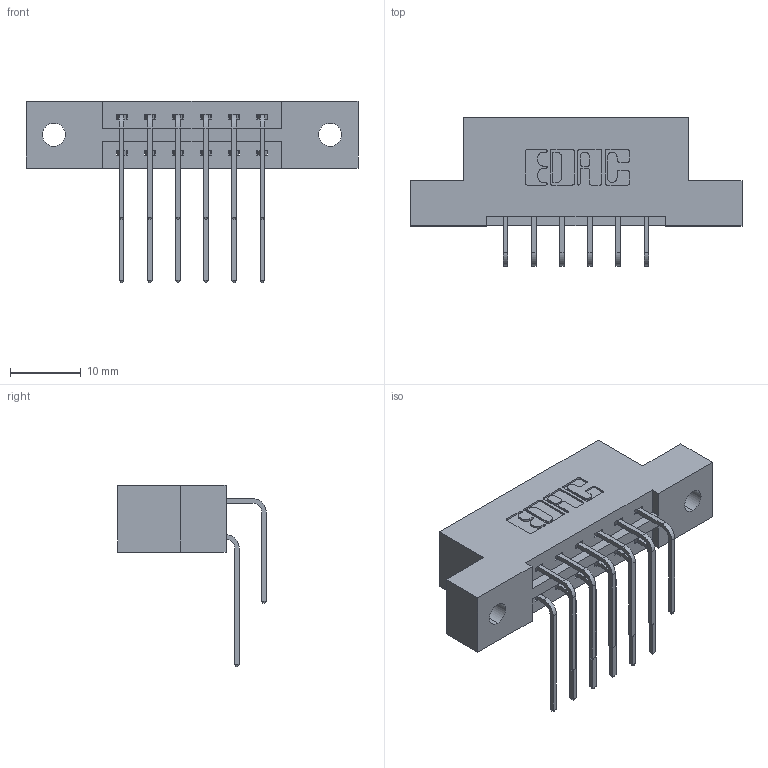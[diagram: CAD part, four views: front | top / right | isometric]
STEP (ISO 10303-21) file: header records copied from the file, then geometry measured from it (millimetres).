
FILE_DESCRIPTION (( 'STEP AP203' ), '1' );
FILE_NAME ('387-012-559-202.STEP', '2018-09-10T23:22:37', ( '' ), ( '' ), 'SwSTEP 2.0', 'SolidWorks 2016', '' );
FILE_SCHEMA (( 'CONFIG_CONTROL_DESIGN' ));
Length unit declared in the file: inch
Products named in the file (4): 387-012-559-202; 337 Part_Flush Mounting Lugs - 0.128 Dia; 345-292-001_558 559 Tail - 1; 345-292-001_559 Tail - 2
Assembly tree (13 placements, depth 2):
  387-012-559-202
    337 Part_Flush Mounting Lugs - 0.128 Dia
    345-292-001_558 559 Tail - 1  x6
    345-292-001_559 Tail - 2  x6
Bounding box: 46.79 x 20.9 x 25.53 mm (x, y, z)
Volume: 4484.1 mm3; surface area: 4794.5 mm2
Topology: 13 solids, 13 shells, 786 faces, 2315 edges, 1526 vertices
Faces by surface type: plane 550, cylinder 236
Entity records: 11095 total; most frequent: CARTESIAN_POINT 1945, ORIENTED_EDGE 1830, DIRECTION 1703, EDGE_CURVE 915, VECTOR 747, LINE 747, VERTEX_POINT 606, AXIS2_PLACEMENT_3D 478
